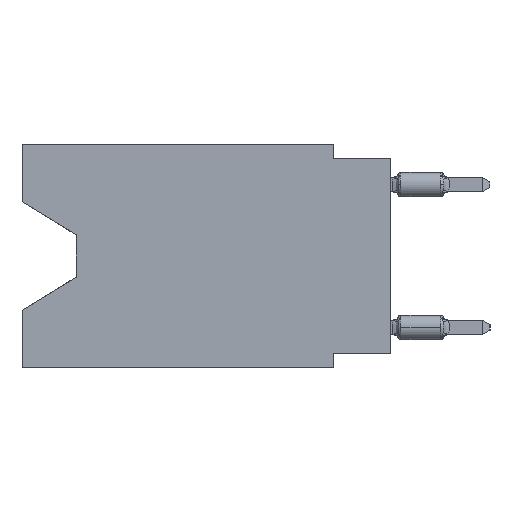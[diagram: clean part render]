
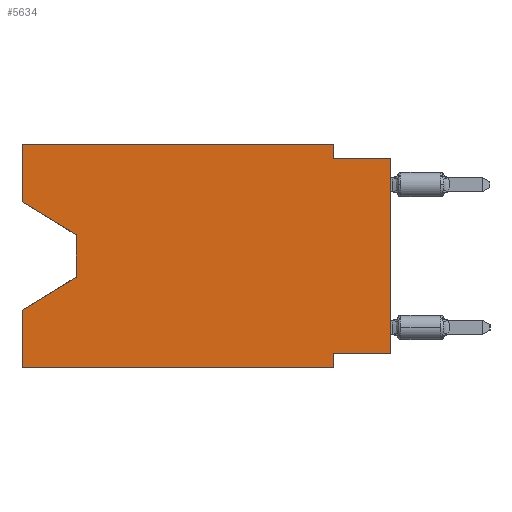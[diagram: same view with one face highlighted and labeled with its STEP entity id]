
A CAD part, left-side view. The second image highlights one B-rep face of the part: STEP entity #5634.
In plain terms, the highlighted planar face has unit normal (-1, 0, 0).
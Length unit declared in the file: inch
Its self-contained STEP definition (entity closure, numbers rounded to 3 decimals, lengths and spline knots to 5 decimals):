
#87 = EDGE_CURVE ( 'NONE', #13012, #18550, #18617, .T. ) ;
#539 = LINE ( 'NONE', #22755, #11963 ) ;
#1118 = VECTOR ( 'NONE', #15739, 39.37008 ) ;
#1291 = DIRECTION ( 'NONE',  ( 0., -1., 0. ) ) ;
#1449 = LINE ( 'NONE', #16324, #20561 ) ;
#1483 = CARTESIAN_POINT ( 'NONE',  ( 0., 0.1, 0. ) ) ;
#1548 = CARTESIAN_POINT ( 'NONE',  ( 0., 0.1, 0. ) ) ;
#1555 = EDGE_CURVE ( 'NONE', #28276, #8881, #539, .T. ) ;
#1993 = FACE_OUTER_BOUND ( 'NONE', #18957, .T. ) ;
#2642 = ORIENTED_EDGE ( 'NONE', *, *, #24686, .T. ) ;
#3182 = ORIENTED_EDGE ( 'NONE', *, *, #14922, .F. ) ;
#3679 = LINE ( 'NONE', #15859, #11402 ) ;
#3791 = VERTEX_POINT ( 'NONE', #1548 ) ;
#3955 = LINE ( 'NONE', #6329, #14947 ) ;
#5512 = ORIENTED_EDGE ( 'NONE', *, *, #1555, .T. ) ;
#5634 = ADVANCED_FACE ( 'NONE', ( #1993 ), #26584, .F. ) ;
#5718 = CARTESIAN_POINT ( 'NONE',  ( 0., 0.1, -0.365 ) ) ;
#6060 = DIRECTION ( 'NONE',  ( 0., 0., -1. ) ) ;
#6329 = CARTESIAN_POINT ( 'NONE',  ( 0., 0.645, 0. ) ) ;
#6716 = EDGE_CURVE ( 'NONE', #22820, #25706, #30172, .T. ) ;
#6778 = DIRECTION ( 'NONE',  ( 0., -1., 0. ) ) ;
#6948 = CARTESIAN_POINT ( 'NONE',  ( 0., 0.645, 0. ) ) ;
#7586 = VECTOR ( 'NONE', #13890, 39.37008 ) ;
#8238 = VECTOR ( 'NONE', #6778, 39.37008 ) ;
#8242 = CARTESIAN_POINT ( 'NONE',  ( 0., 0.1, -0.39 ) ) ;
#8304 = AXIS2_PLACEMENT_3D ( 'NONE', #21494, #19259, #31208 ) ;
#8559 = DIRECTION ( 'NONE',  ( 0., 0., -1. ) ) ;
#8622 = LINE ( 'NONE', #11304, #1118 ) ;
#8667 = CARTESIAN_POINT ( 'NONE',  ( 0., 0.55, -0.232 ) ) ;
#8833 = DIRECTION ( 'NONE',  ( 0., 1., 0. ) ) ;
#8881 = VERTEX_POINT ( 'NONE', #11198 ) ;
#10904 = LINE ( 'NONE', #24869, #27089 ) ;
#10925 = DIRECTION ( 'NONE',  ( 0., 0., 1. ) ) ;
#11198 = CARTESIAN_POINT ( 'NONE',  ( 0., 0.645, -0.28975 ) ) ;
#11304 = CARTESIAN_POINT ( 'NONE',  ( 0., 0.645, -0.10025 ) ) ;
#11402 = VECTOR ( 'NONE', #1291, 39.37008 ) ;
#11672 = CARTESIAN_POINT ( 'NONE',  ( 0., 0.645, -0.10025 ) ) ;
#11963 = VECTOR ( 'NONE', #29448, 39.37008 ) ;
#12387 = VECTOR ( 'NONE', #8559, 39.37008 ) ;
#12701 = CARTESIAN_POINT ( 'NONE',  ( 0., 0.645, -0.39 ) ) ;
#13012 = VERTEX_POINT ( 'NONE', #20531 ) ;
#13890 = DIRECTION ( 'NONE',  ( 0., 0., 1. ) ) ;
#14278 = VERTEX_POINT ( 'NONE', #12701 ) ;
#14423 = VECTOR ( 'NONE', #31337, 39.37008 ) ;
#14666 = LINE ( 'NONE', #24365, #27308 ) ;
#14846 = ORIENTED_EDGE ( 'NONE', *, *, #87, .T. ) ;
#14922 = EDGE_CURVE ( 'NONE', #19191, #18550, #20463, .T. ) ;
#14947 = VECTOR ( 'NONE', #10925, 39.37008 ) ;
#15345 = ORIENTED_EDGE ( 'NONE', *, *, #20193, .F. ) ;
#15739 = DIRECTION ( 'NONE',  ( 0., -0.855, -0.519 ) ) ;
#15859 = CARTESIAN_POINT ( 'NONE',  ( 0., 0.645, -0.39 ) ) ;
#16043 = VERTEX_POINT ( 'NONE', #17596 ) ;
#16152 = CARTESIAN_POINT ( 'NONE',  ( 0., 0., -0.025 ) ) ;
#16252 = ORIENTED_EDGE ( 'NONE', *, *, #29877, .T. ) ;
#16324 = CARTESIAN_POINT ( 'NONE',  ( 0., 0.55, -0.158 ) ) ;
#17517 = CARTESIAN_POINT ( 'NONE',  ( 0., 0.1, -0.025 ) ) ;
#17596 = CARTESIAN_POINT ( 'NONE',  ( 0., 0.55, -0.158 ) ) ;
#17659 = EDGE_CURVE ( 'NONE', #13012, #22820, #10904, .T. ) ;
#17892 = CARTESIAN_POINT ( 'NONE',  ( 0., 0.645, 0. ) ) ;
#18550 = VERTEX_POINT ( 'NONE', #16152 ) ;
#18617 = LINE ( 'NONE', #21008, #14423 ) ;
#18957 = EDGE_LOOP ( 'NONE', ( #2642, #16252, #5512, #15345, #29162, #26184, #26438, #14846, #3182, #26475, #23773, #24604 ) ) ;
#18975 = VERTEX_POINT ( 'NONE', #11672 ) ;
#19145 = EDGE_CURVE ( 'NONE', #26614, #3791, #14666, .T. ) ;
#19191 = VERTEX_POINT ( 'NONE', #17517 ) ;
#19259 = DIRECTION ( 'NONE',  ( 1., 0., 0. ) ) ;
#19595 = DIRECTION ( 'NONE',  ( 0., -1., 0. ) ) ;
#20193 = EDGE_CURVE ( 'NONE', #14278, #8881, #31073, .T. ) ;
#20463 = LINE ( 'NONE', #28518, #8238 ) ;
#20531 = CARTESIAN_POINT ( 'NONE',  ( 0., 0., -0.365 ) ) ;
#20561 = VECTOR ( 'NONE', #6060, 39.37008 ) ;
#21008 = CARTESIAN_POINT ( 'NONE',  ( 0., 0., 0. ) ) ;
#21494 = CARTESIAN_POINT ( 'NONE',  ( 0., 0.645, 0. ) ) ;
#22755 = CARTESIAN_POINT ( 'NONE',  ( 0., 0.55, -0.232 ) ) ;
#22820 = VERTEX_POINT ( 'NONE', #5718 ) ;
#23447 = CARTESIAN_POINT ( 'NONE',  ( 0., 0.1, -0.39 ) ) ;
#23773 = ORIENTED_EDGE ( 'NONE', *, *, #19145, .F. ) ;
#24365 = CARTESIAN_POINT ( 'NONE',  ( 0., 0.645, 0. ) ) ;
#24604 = ORIENTED_EDGE ( 'NONE', *, *, #29092, .F. ) ;
#24686 = EDGE_CURVE ( 'NONE', #18975, #16043, #8622, .T. ) ;
#24717 = EDGE_CURVE ( 'NONE', #3791, #19191, #25447, .T. ) ;
#24869 = CARTESIAN_POINT ( 'NONE',  ( 0., 0., -0.365 ) ) ;
#25447 = LINE ( 'NONE', #1483, #25937 ) ;
#25706 = VERTEX_POINT ( 'NONE', #23447 ) ;
#25913 = DIRECTION ( 'NONE',  ( 0., 0., -1. ) ) ;
#25937 = VECTOR ( 'NONE', #25913, 39.37008 ) ;
#26184 = ORIENTED_EDGE ( 'NONE', *, *, #6716, .F. ) ;
#26438 = ORIENTED_EDGE ( 'NONE', *, *, #17659, .F. ) ;
#26475 = ORIENTED_EDGE ( 'NONE', *, *, #24717, .F. ) ;
#26584 = PLANE ( 'NONE',  #8304 ) ;
#26614 = VERTEX_POINT ( 'NONE', #17892 ) ;
#27089 = VECTOR ( 'NONE', #8833, 39.37008 ) ;
#27308 = VECTOR ( 'NONE', #19595, 39.37008 ) ;
#28276 = VERTEX_POINT ( 'NONE', #8667 ) ;
#28518 = CARTESIAN_POINT ( 'NONE',  ( 0., 0., -0.025 ) ) ;
#28727 = EDGE_CURVE ( 'NONE', #14278, #25706, #3679, .T. ) ;
#29092 = EDGE_CURVE ( 'NONE', #18975, #26614, #3955, .T. ) ;
#29162 = ORIENTED_EDGE ( 'NONE', *, *, #28727, .T. ) ;
#29448 = DIRECTION ( 'NONE',  ( 0., 0.855, -0.519 ) ) ;
#29877 = EDGE_CURVE ( 'NONE', #16043, #28276, #1449, .T. ) ;
#30172 = LINE ( 'NONE', #8242, #12387 ) ;
#31073 = LINE ( 'NONE', #6948, #7586 ) ;
#31208 = DIRECTION ( 'NONE',  ( 0., 0., -1. ) ) ;
#31337 = DIRECTION ( 'NONE',  ( 0., 0., 1. ) ) ;
